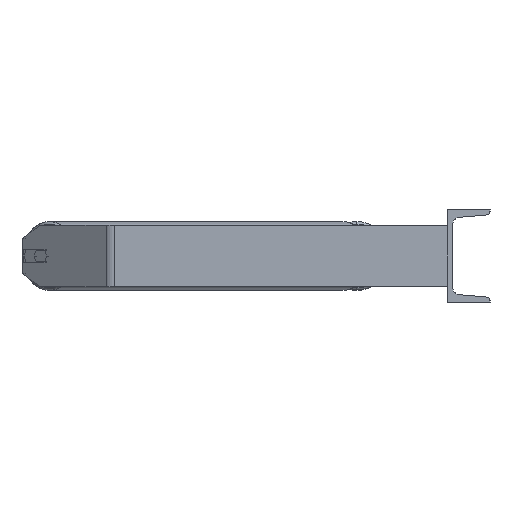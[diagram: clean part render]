
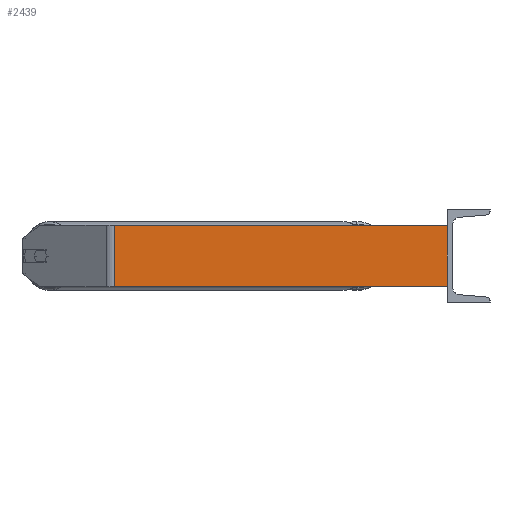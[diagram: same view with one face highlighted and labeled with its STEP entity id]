
A CAD part, left-side view. The second image highlights one B-rep face of the part: STEP entity #2439.
In plain terms, the highlighted planar face has unit normal (-1, 0, 0).
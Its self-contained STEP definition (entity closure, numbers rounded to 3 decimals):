
#70 = CARTESIAN_POINT ( 'NONE',  ( -885., 430.366, 40. ) ) ;
#693 = DIRECTION ( 'NONE',  ( 1., 0., 0. ) ) ;
#825 = VERTEX_POINT ( 'NONE', #1163 ) ;
#944 = AXIS2_PLACEMENT_3D ( 'NONE', #7450, #693, #5491 ) ;
#1158 = CARTESIAN_POINT ( 'NONE',  ( -885., 436.19, -40. ) ) ;
#1163 = CARTESIAN_POINT ( 'NONE',  ( -885., 0., 40. ) ) ;
#1706 = CARTESIAN_POINT ( 'NONE',  ( -885., 430.366, -40. ) ) ;
#1753 = DIRECTION ( 'NONE',  ( 0., 0., -1. ) ) ;
#1887 = PLANE ( 'NONE',  #944 ) ;
#2439 = ADVANCED_FACE ( 'NONE', ( #8126 ), #1887, .F. ) ;
#2978 = ORIENTED_EDGE ( 'NONE', *, *, #4526, .F. ) ;
#3715 = LINE ( 'NONE', #6818, #6905 ) ;
#3814 = VECTOR ( 'NONE', #1753, 1000. ) ;
#3893 = EDGE_CURVE ( 'NONE', #6002, #6760, #8686, .T. ) ;
#3939 = EDGE_LOOP ( 'NONE', ( #4977, #8813, #2978, #4121 ) ) ;
#3985 = DIRECTION ( 'NONE',  ( 0., -1., 0. ) ) ;
#4121 = ORIENTED_EDGE ( 'NONE', *, *, #5165, .T. ) ;
#4526 = EDGE_CURVE ( 'NONE', #5990, #825, #3715, .T. ) ;
#4881 = CARTESIAN_POINT ( 'NONE',  ( -885., 430.366, 40. ) ) ;
#4977 = ORIENTED_EDGE ( 'NONE', *, *, #3893, .T. ) ;
#5020 = CARTESIAN_POINT ( 'NONE',  ( -885., 0., 40. ) ) ;
#5165 = EDGE_CURVE ( 'NONE', #5990, #6002, #5538, .T. ) ;
#5212 = DIRECTION ( 'NONE',  ( 0., -1., 0. ) ) ;
#5491 = DIRECTION ( 'NONE',  ( 0., 1., 0. ) ) ;
#5514 = EDGE_CURVE ( 'NONE', #825, #6760, #5914, .T. ) ;
#5538 = LINE ( 'NONE', #4881, #6776 ) ;
#5914 = LINE ( 'NONE', #5020, #3814 ) ;
#5990 = VERTEX_POINT ( 'NONE', #70 ) ;
#6002 = VERTEX_POINT ( 'NONE', #1706 ) ;
#6760 = VERTEX_POINT ( 'NONE', #8729 ) ;
#6776 = VECTOR ( 'NONE', #9001, 1000. ) ;
#6818 = CARTESIAN_POINT ( 'NONE',  ( -885., 436.19, 40. ) ) ;
#6905 = VECTOR ( 'NONE', #3985, 1000. ) ;
#7450 = CARTESIAN_POINT ( 'NONE',  ( -885., 436.19, 40. ) ) ;
#8126 = FACE_OUTER_BOUND ( 'NONE', #3939, .T. ) ;
#8185 = VECTOR ( 'NONE', #5212, 1000. ) ;
#8686 = LINE ( 'NONE', #1158, #8185 ) ;
#8729 = CARTESIAN_POINT ( 'NONE',  ( -885., 0., -40. ) ) ;
#8813 = ORIENTED_EDGE ( 'NONE', *, *, #5514, .F. ) ;
#9001 = DIRECTION ( 'NONE',  ( 0., 0., -1. ) ) ;
